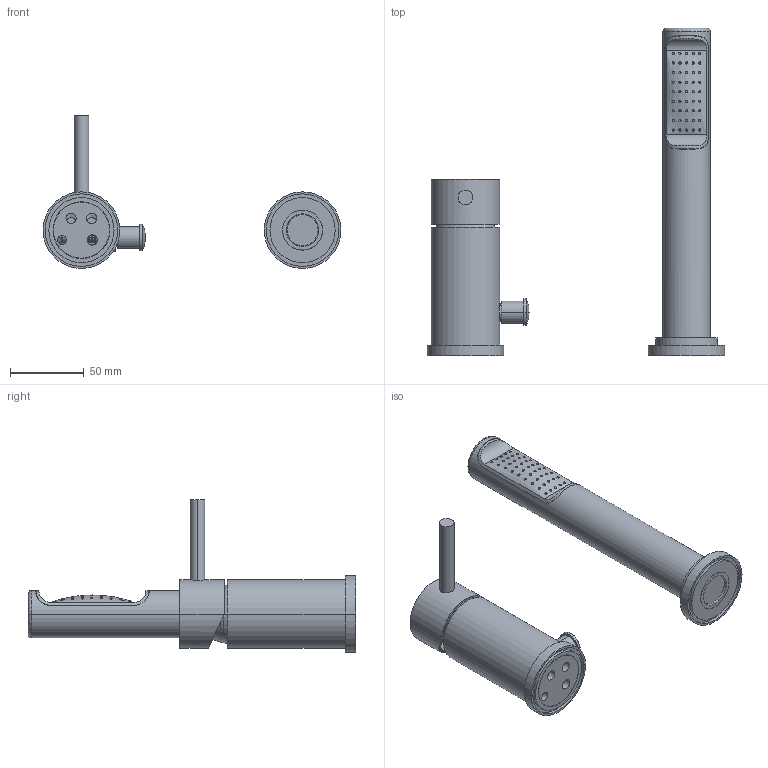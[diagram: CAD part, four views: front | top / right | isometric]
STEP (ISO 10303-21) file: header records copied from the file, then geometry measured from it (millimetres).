
FILE_DESCRIPTION((''),'2;1');
FILE_NAME('LIG041LCR','2021-01-14T14:49:48',('ut3'),('PAFFONI SpA'),'CREO PARAMETRIC BY PTC INC, 2020044','CREO PARAMETRIC BY PTC INC, 2020044','');
FILE_SCHEMA(('CONFIG_CONTROL_DESIGN','SHAPE_APPEARANCE_LAYERS_GROUPS'));
Length unit declared in the file: millimetre
Products named in the file (1): LIG041LCR
Bounding box: 202 x 222 x 103.75 mm (x, y, z)
Surface area: 98488 mm2 (no closed solid volume)
Topology: 0 solids, 40 shells, 500 faces, 2122 edges, 1627 vertices
Faces by surface type: cylinder 211, plane 185, cone 54, torus 39, bspline 9, sphere 2
Entity records: 31291 total; most frequent: CARTESIAN_POINT 10653, DIRECTION 3417, ORIENTED_EDGE 3168, EDGE_CURVE 2112, VERTEX_POINT 1627, AXIS2_PLACEMENT_3D 1199, VECTOR 1019, LINE 1019
